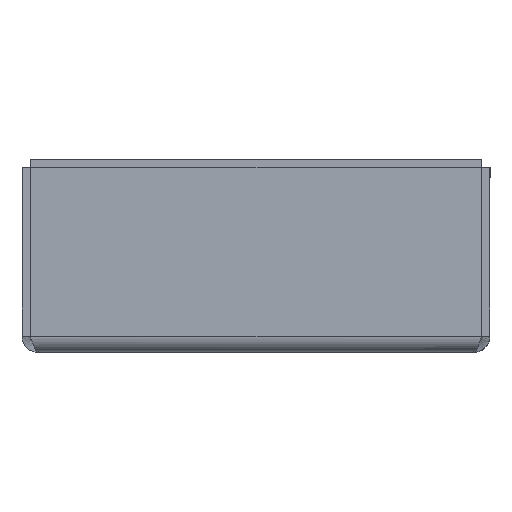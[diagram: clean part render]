
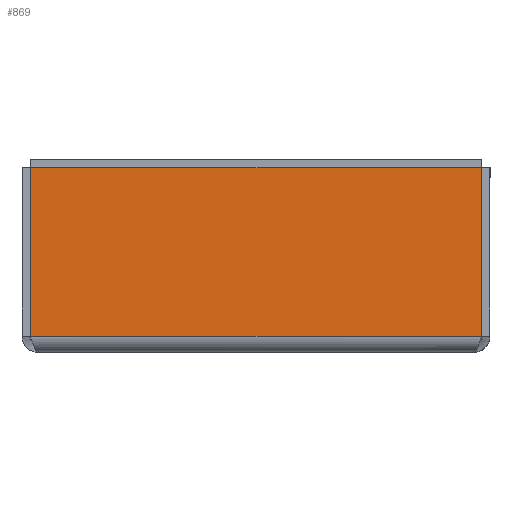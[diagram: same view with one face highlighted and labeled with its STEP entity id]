
A CAD part, left-side view. The second image highlights one B-rep face of the part: STEP entity #869.
In plain terms, the highlighted planar face has unit normal (-1, 0, 0).
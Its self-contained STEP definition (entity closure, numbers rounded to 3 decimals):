
#66=FACE_OUTER_BOUND('',#116,.T.);
#116=EDGE_LOOP('',(#641,#642,#643,#644));
#205=LINE('',#1196,#287);
#214=LINE('',#1524,#296);
#218=LINE('',#1531,#300);
#224=LINE('',#1595,#306);
#287=VECTOR('',#1000,10.);
#296=VECTOR('',#1013,10.);
#300=VECTOR('',#1019,10.);
#306=VECTOR('',#1027,10.);
#370=VERTEX_POINT('',#1193);
#371=VERTEX_POINT('',#1195);
#392=VERTEX_POINT('',#1523);
#394=VERTEX_POINT('',#1530);
#447=EDGE_CURVE('',#370,#371,#205,.T.);
#476=EDGE_CURVE('',#371,#392,#214,.T.);
#480=EDGE_CURVE('',#394,#392,#218,.T.);
#488=EDGE_CURVE('',#394,#370,#224,.T.);
#641=ORIENTED_EDGE('',*,*,#480,.T.);
#642=ORIENTED_EDGE('',*,*,#476,.F.);
#643=ORIENTED_EDGE('',*,*,#447,.F.);
#644=ORIENTED_EDGE('',*,*,#488,.F.);
#779=PLANE('',#925);
#869=ADVANCED_FACE('',(#66),#779,.F.);
#925=AXIS2_PLACEMENT_3D('',#1600,#1033,#1034);
#1000=DIRECTION('',(0.,-1.,0.));
#1013=DIRECTION('',(0.,0.,-1.));
#1019=DIRECTION('',(0.,-1.,0.));
#1027=DIRECTION('',(0.,0.,1.));
#1033=DIRECTION('center_axis',(1.,0.,0.));
#1034=DIRECTION('ref_axis',(0.,0.,-1.));
#1193=CARTESIAN_POINT('',(-170.,54.929,8.));
#1195=CARTESIAN_POINT('',(-170.,-54.929,8.));
#1196=CARTESIAN_POINT('',(-170.,54.929,8.));
#1523=CARTESIAN_POINT('',(-170.,-54.929,-33.));
#1524=CARTESIAN_POINT('',(-170.,-54.929,-33.));
#1530=CARTESIAN_POINT('',(-170.,54.929,-33.));
#1531=CARTESIAN_POINT('',(-170.,0.,-33.));
#1595=CARTESIAN_POINT('',(-170.,54.929,-33.));
#1600=CARTESIAN_POINT('Origin',(-170.,0.,-14.529));
